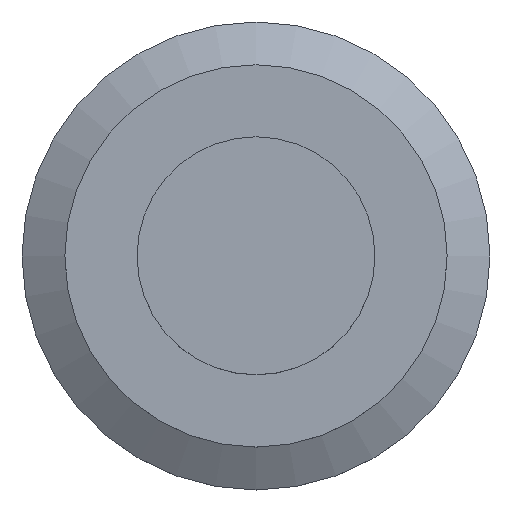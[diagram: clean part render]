
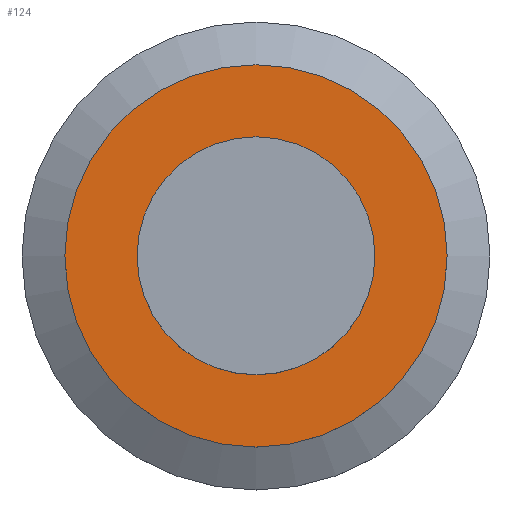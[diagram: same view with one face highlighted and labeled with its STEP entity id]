
A CAD part, top view. The second image highlights one B-rep face of the part: STEP entity #124.
In plain terms, the highlighted planar face has unit normal (0, 0, 1).
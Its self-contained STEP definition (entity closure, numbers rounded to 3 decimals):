
#124=ADVANCED_FACE('',(#137,#138),#134,.T.);
#134=PLANE('',#218);
#137=FACE_BOUND('',#153,.T.);
#138=FACE_BOUND('',#154,.T.);
#153=EDGE_LOOP('',(#171));
#154=EDGE_LOOP('',(#172));
#171=ORIENTED_EDGE('',*,*,#198,.F.);
#172=ORIENTED_EDGE('',*,*,#199,.F.);
#189=VERTEX_POINT('',#274);
#190=VERTEX_POINT('',#276);
#198=EDGE_CURVE('',#189,#189,#207,.T.);
#199=EDGE_CURVE('',#190,#190,#208,.T.);
#207=CIRCLE('',#216,7.23);
#208=CIRCLE('',#217,4.5);
#216=AXIS2_PLACEMENT_3D('',#273,#236,#237);
#217=AXIS2_PLACEMENT_3D('',#275,#238,#239);
#218=AXIS2_PLACEMENT_3D('',#277,#240,#241);
#236=DIRECTION('',(0.,0.,-1.));
#237=DIRECTION('',(-1.,0.,0.));
#238=DIRECTION('',(0.,0.,1.));
#239=DIRECTION('',(1.,0.,0.));
#240=DIRECTION('',(0.,0.,1.));
#241=DIRECTION('',(1.,0.,0.));
#273=CARTESIAN_POINT('',(0.,0.,-2.65));
#274=CARTESIAN_POINT('',(-7.23,0.,-2.65));
#275=CARTESIAN_POINT('',(0.,0.,-2.65));
#276=CARTESIAN_POINT('',(4.5,0.,-2.65));
#277=CARTESIAN_POINT('',(0.,7.23,-2.65));
